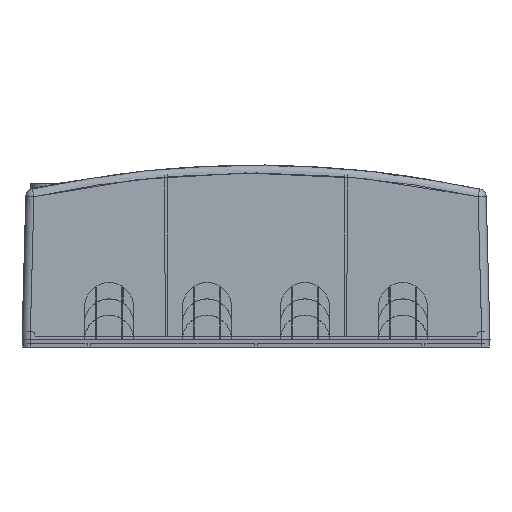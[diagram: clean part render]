
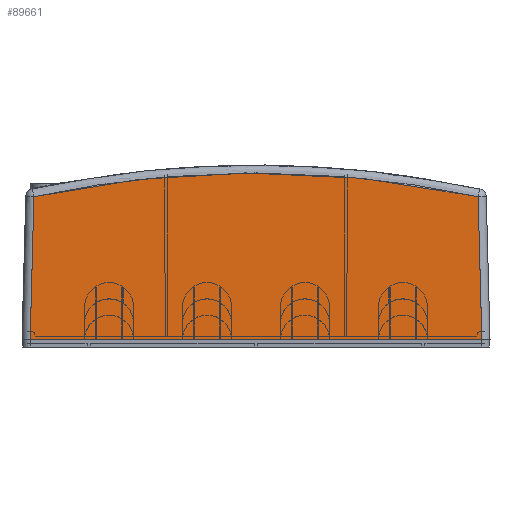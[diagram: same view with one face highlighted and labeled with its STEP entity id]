
A CAD part, front view. The second image highlights one B-rep face of the part: STEP entity #89661.
In plain terms, the highlighted face is planar.
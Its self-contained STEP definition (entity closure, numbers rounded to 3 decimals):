
#917 = CARTESIAN_POINT ( 'NONE',  ( 138.307, 0.095, -3.619 ) ) ;
#4659 = ORIENTED_EDGE ( 'NONE', *, *, #13702, .T. ) ;
#6654 = CARTESIAN_POINT ( 'NONE',  ( 0., 0., 0. ) ) ;
#9847 = LINE ( 'NONE', #917, #53914 ) ;
#10327 = EDGE_CURVE ( 'NONE', #73070, #88677, #9847, .T. ) ;
#13702 = EDGE_CURVE ( 'NONE', #44937, #47593, #57996, .T. ) ;
#14000 = CARTESIAN_POINT ( 'NONE',  ( 46.067, 2.806, -107.17 ) ) ;
#18326 = DIRECTION ( 'NONE',  ( 1., 0., 0. ) ) ;
#24015 = ORIENTED_EDGE ( 'NONE', *, *, #76689, .F. ) ;
#27593 = ORIENTED_EDGE ( 'NONE', *, *, #36036, .T. ) ;
#30471 = CARTESIAN_POINT ( 'NONE',  ( 136.107, 2.295, -87.637 ) ) ;
#34725 = LINE ( 'NONE', #80118, #37551 ) ;
#36036 = EDGE_CURVE ( 'NONE', #47593, #88677, #51479, .T. ) ;
#37551 = VECTOR ( 'NONE', #18326, 1000. ) ;
#37917 = CARTESIAN_POINT ( 'NONE',  ( -136.107, 2.295, -87.637 ) ) ;
#38782 = DIRECTION ( 'NONE',  ( -0.026, 0.026, -0.999 ) ) ;
#42941 = VECTOR ( 'NONE', #50014, 1000. ) ;
#44937 = VERTEX_POINT ( 'NONE', #47778 ) ;
#45994 = DIRECTION ( 'NONE',  ( 0., -1., -0.026 ) ) ;
#47593 = VERTEX_POINT ( 'NONE', #64374 ) ;
#47778 = CARTESIAN_POINT ( 'NONE',  ( -138.402, 0., 0. ) ) ;
#50014 = DIRECTION ( 'NONE',  ( 0.026, 0.026, -0.999 ) ) ;
#51479 =( BOUNDED_CURVE ( )  B_SPLINE_CURVE ( 3, ( #37917, #82311, #14000, #30471 ),
 .UNSPECIFIED., .F., .F. ) 
 B_SPLINE_CURVE_WITH_KNOTS ( ( 4, 4 ),
 ( 2.928, 3.355 ),
 .UNSPECIFIED. ) 
 CURVE ( )  GEOMETRIC_REPRESENTATION_ITEM ( )  RATIONAL_B_SPLINE_CURVE ( ( 1., 0.985, 0.985, 1. ) ) 
 REPRESENTATION_ITEM ( '' )  );
#53914 = VECTOR ( 'NONE', #38782, 1000. ) ;
#57996 = LINE ( 'NONE', #64958, #42941 ) ;
#64374 = CARTESIAN_POINT ( 'NONE',  ( -136.107, 2.295, -87.637 ) ) ;
#64958 = CARTESIAN_POINT ( 'NONE',  ( -138.307, 0.095, -3.619 ) ) ;
#66986 = FACE_OUTER_BOUND ( 'NONE', #76628, .T. ) ;
#67480 = PLANE ( 'NONE',  #78254 ) ;
#73070 = VERTEX_POINT ( 'NONE', #88710 ) ;
#74683 = CARTESIAN_POINT ( 'NONE',  ( 136.107, 2.295, -87.637 ) ) ;
#76628 = EDGE_LOOP ( 'NONE', ( #27593, #87173, #24015, #4659 ) ) ;
#76689 = EDGE_CURVE ( 'NONE', #44937, #73070, #34725, .T. ) ;
#78254 = AXIS2_PLACEMENT_3D ( 'NONE', #6654, #45994, #90879 ) ;
#80118 = CARTESIAN_POINT ( 'NONE',  ( 0., 0., 0. ) ) ;
#82311 = CARTESIAN_POINT ( 'NONE',  ( -46.067, 2.806, -107.17 ) ) ;
#87173 = ORIENTED_EDGE ( 'NONE', *, *, #10327, .F. ) ;
#88677 = VERTEX_POINT ( 'NONE', #74683 ) ;
#88710 = CARTESIAN_POINT ( 'NONE',  ( 138.402, 0., 0. ) ) ;
#89661 = ADVANCED_FACE ( 'NONE', ( #66986 ), #67480, .T. ) ;
#90879 = DIRECTION ( 'NONE',  ( 0., 0.026, -1. ) ) ;
